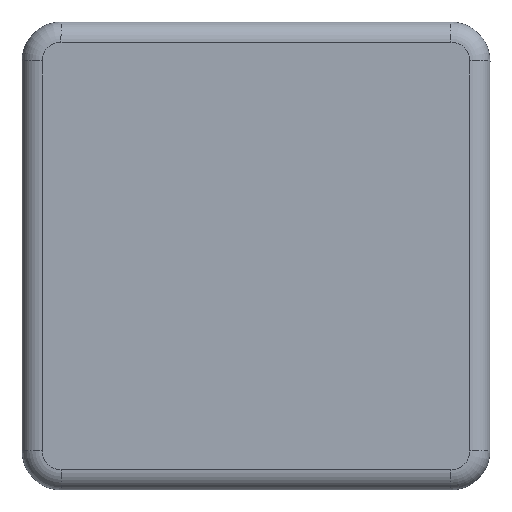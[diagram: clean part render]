
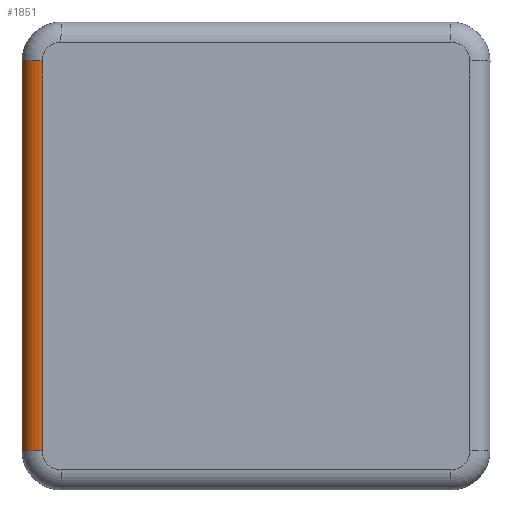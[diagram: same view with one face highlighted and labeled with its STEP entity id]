
A CAD part, top view. The second image highlights one B-rep face of the part: STEP entity #1851.
In plain terms, the highlighted cylindrical face has radius 3.302 mm (diameter 6.604 mm), a partial arc.
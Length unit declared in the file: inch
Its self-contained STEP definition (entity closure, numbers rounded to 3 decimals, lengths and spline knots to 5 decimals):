
#101 = CIRCLE ( 'NONE', #906, 0.13 ) ;
#115 = CARTESIAN_POINT ( 'NONE',  ( -1.5, 1.25653, 0. ) ) ;
#192 = DIRECTION ( 'NONE',  ( 0., 1., 0. ) ) ;
#201 = CARTESIAN_POINT ( 'NONE',  ( -1.37, 1.25653, 0. ) ) ;
#216 = DIRECTION ( 'NONE',  ( 0., 0., 1. ) ) ;
#258 = AXIS2_PLACEMENT_3D ( 'NONE', #1325, #2262, #216 ) ;
#287 = VECTOR ( 'NONE', #733, 39.37008 ) ;
#337 = FACE_OUTER_BOUND ( 'NONE', #777, .T. ) ;
#374 = LINE ( 'NONE', #1458, #287 ) ;
#377 = CARTESIAN_POINT ( 'NONE',  ( -1.5, -1.25, 0. ) ) ;
#381 = VERTEX_POINT ( 'NONE', #1276 ) ;
#426 = EDGE_CURVE ( 'NONE', #381, #1560, #374, .T. ) ;
#625 = ORIENTED_EDGE ( 'NONE', *, *, #803, .T. ) ;
#726 = DIRECTION ( 'NONE',  ( 0., 0., 1. ) ) ;
#733 = DIRECTION ( 'NONE',  ( 0., -1., 0. ) ) ;
#761 = AXIS2_PLACEMENT_3D ( 'NONE', #201, #192, #726 ) ;
#777 = EDGE_LOOP ( 'NONE', ( #1394, #1955, #625, #1793 ) ) ;
#803 = EDGE_CURVE ( 'NONE', #2065, #1249, #2312, .T. ) ;
#906 = AXIS2_PLACEMENT_3D ( 'NONE', #1698, #1668, #955 ) ;
#944 = CIRCLE ( 'NONE', #258, 0.13 ) ;
#955 = DIRECTION ( 'NONE',  ( 0., 0., 1. ) ) ;
#1249 = VERTEX_POINT ( 'NONE', #377 ) ;
#1260 = EDGE_CURVE ( 'NONE', #1249, #1560, #944, .T. ) ;
#1276 = CARTESIAN_POINT ( 'NONE',  ( -1.37, 1.25, 0.13 ) ) ;
#1316 = CARTESIAN_POINT ( 'NONE',  ( -1.5, 1.25, 0. ) ) ;
#1325 = CARTESIAN_POINT ( 'NONE',  ( -1.37, -1.25, 0. ) ) ;
#1394 = ORIENTED_EDGE ( 'NONE', *, *, #426, .F. ) ;
#1458 = CARTESIAN_POINT ( 'NONE',  ( -1.37, 0., 0.13 ) ) ;
#1560 = VERTEX_POINT ( 'NONE', #1931 ) ;
#1583 = DIRECTION ( 'NONE',  ( 0., -1., 0. ) ) ;
#1631 = CYLINDRICAL_SURFACE ( 'NONE', #761, 0.13 ) ;
#1668 = DIRECTION ( 'NONE',  ( 0., -1., 0. ) ) ;
#1682 = EDGE_CURVE ( 'NONE', #381, #2065, #101, .T. ) ;
#1698 = CARTESIAN_POINT ( 'NONE',  ( -1.37, 1.25, 0. ) ) ;
#1793 = ORIENTED_EDGE ( 'NONE', *, *, #1260, .T. ) ;
#1851 = ADVANCED_FACE ( 'NONE', ( #337 ), #1631, .T. ) ;
#1920 = VECTOR ( 'NONE', #1583, 39.37008 ) ;
#1931 = CARTESIAN_POINT ( 'NONE',  ( -1.37, -1.25, 0.13 ) ) ;
#1955 = ORIENTED_EDGE ( 'NONE', *, *, #1682, .T. ) ;
#2065 = VERTEX_POINT ( 'NONE', #1316 ) ;
#2262 = DIRECTION ( 'NONE',  ( 0., 1., 0. ) ) ;
#2312 = LINE ( 'NONE', #115, #1920 ) ;
